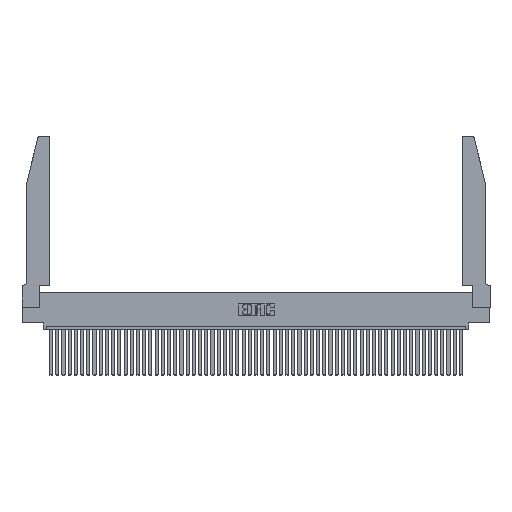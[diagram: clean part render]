
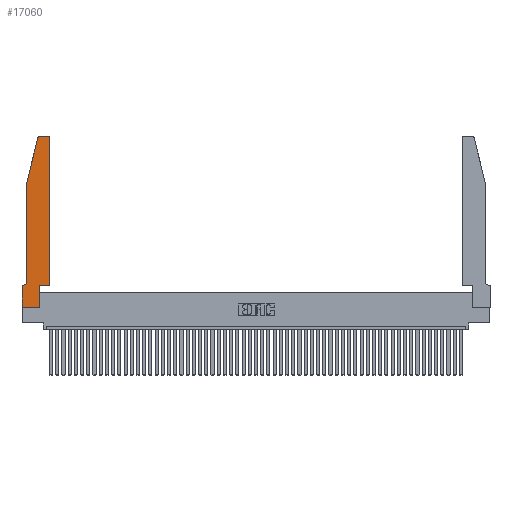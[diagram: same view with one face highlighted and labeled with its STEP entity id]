
A CAD part, top view. The second image highlights one B-rep face of the part: STEP entity #17060.
In plain terms, the highlighted planar face has unit normal (0, 0, 1).
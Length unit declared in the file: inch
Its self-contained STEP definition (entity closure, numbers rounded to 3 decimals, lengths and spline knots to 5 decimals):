
#1089 = LINE ( 'NONE', #47671, #41150 ) ;
#2544 = DIRECTION ( 'NONE',  ( 0., 0., 1. ) ) ;
#2546 = CARTESIAN_POINT ( 'NONE',  ( 0., 0., 0.37 ) ) ;
#3780 = EDGE_CURVE ( 'NONE', #18554, #14891, #44589, .T. ) ;
#3878 = CARTESIAN_POINT ( 'NONE',  ( 0.0755, 0.42, 0.37 ) ) ;
#4598 = ORIENTED_EDGE ( 'NONE', *, *, #37388, .T. ) ;
#4625 = EDGE_CURVE ( 'NONE', #29826, #44035, #28239, .T. ) ;
#5250 = LINE ( 'NONE', #40489, #30360 ) ;
#6189 = LINE ( 'NONE', #13127, #37403 ) ;
#6221 = CARTESIAN_POINT ( 'NONE',  ( 0.284, 2.72, 0.37 ) ) ;
#6343 = VERTEX_POINT ( 'NONE', #17733 ) ;
#6742 = CARTESIAN_POINT ( 'NONE',  ( 0.0055, 0.35, 0.37 ) ) ;
#7133 = EDGE_CURVE ( 'NONE', #44035, #15771, #1089, .T. ) ;
#7274 = EDGE_CURVE ( 'NONE', #15771, #12064, #21108, .T. ) ;
#7876 = EDGE_CURVE ( 'NONE', #12064, #6343, #40475, .T. ) ;
#7956 = DIRECTION ( 'NONE',  ( -1., 0., 0. ) ) ;
#9647 = ORIENTED_EDGE ( 'NONE', *, *, #7133, .T. ) ;
#9897 = ORIENTED_EDGE ( 'NONE', *, *, #47036, .T. ) ;
#10296 = DIRECTION ( 'NONE',  ( 0., 0., 1. ) ) ;
#11467 = CARTESIAN_POINT ( 'NONE',  ( 0.25487, 2.72718, 0.37 ) ) ;
#11712 = VERTEX_POINT ( 'NONE', #14306 ) ;
#12064 = VERTEX_POINT ( 'NONE', #15420 ) ;
#12075 = CARTESIAN_POINT ( 'NONE',  ( 0.2865, 0.35, 0.37 ) ) ;
#12418 = VECTOR ( 'NONE', #33577, 39.37008 ) ;
#12793 = CARTESIAN_POINT ( 'NONE',  ( 0.4505, 0.35, 0.37 ) ) ;
#12795 = DIRECTION ( 'NONE',  ( 0., 1., 0. ) ) ;
#13127 = CARTESIAN_POINT ( 'NONE',  ( 0.2865, 0.35, 0.37 ) ) ;
#13144 = LINE ( 'NONE', #46026, #21291 ) ;
#13432 = ORIENTED_EDGE ( 'NONE', *, *, #27205, .T. ) ;
#14306 = CARTESIAN_POINT ( 'NONE',  ( 0.4205, 2.75, 0.37 ) ) ;
#14635 = DIRECTION ( 'NONE',  ( 1., 0., 0. ) ) ;
#14891 = VERTEX_POINT ( 'NONE', #11467 ) ;
#15065 = FACE_OUTER_BOUND ( 'NONE', #29032, .T. ) ;
#15420 = CARTESIAN_POINT ( 'NONE',  ( 0., 0., 0.37 ) ) ;
#15771 = VERTEX_POINT ( 'NONE', #50515 ) ;
#15802 = CARTESIAN_POINT ( 'NONE',  ( 0.4505, 0.35, 0.37 ) ) ;
#16306 = AXIS2_PLACEMENT_3D ( 'NONE', #30627, #16459, #14635 ) ;
#16459 = DIRECTION ( 'NONE',  ( 0., 0., 1. ) ) ;
#17060 = ADVANCED_FACE ( 'NONE', ( #15065 ), #34967, .T. ) ;
#17487 = CIRCLE ( 'NONE', #16306, 0.03 ) ;
#17733 = CARTESIAN_POINT ( 'NONE',  ( 0.2865, 0., 0.37 ) ) ;
#18554 = VERTEX_POINT ( 'NONE', #51037 ) ;
#19068 = VERTEX_POINT ( 'NONE', #12075 ) ;
#19197 = VECTOR ( 'NONE', #46967, 39.37008 ) ;
#19607 = ORIENTED_EDGE ( 'NONE', *, *, #3780, .T. ) ;
#21108 = LINE ( 'NONE', #2546, #23053 ) ;
#21291 = VECTOR ( 'NONE', #42555, 39.37008 ) ;
#21748 = VECTOR ( 'NONE', #45073, 39.37008 ) ;
#22876 = ORIENTED_EDGE ( 'NONE', *, *, #7876, .T. ) ;
#23053 = VECTOR ( 'NONE', #25927, 39.37008 ) ;
#23546 = ORIENTED_EDGE ( 'NONE', *, *, #7274, .T. ) ;
#25073 = ORIENTED_EDGE ( 'NONE', *, *, #39521, .T. ) ;
#25240 = LINE ( 'NONE', #12793, #35381 ) ;
#25736 = ORIENTED_EDGE ( 'NONE', *, *, #35721, .T. ) ;
#25927 = DIRECTION ( 'NONE',  ( 0., -1., 0. ) ) ;
#25982 = DIRECTION ( 'NONE',  ( -1., 0., 0. ) ) ;
#26672 = CARTESIAN_POINT ( 'NONE',  ( 0.4505, 2.72, 0.37 ) ) ;
#26927 = VERTEX_POINT ( 'NONE', #26672 ) ;
#27205 = EDGE_CURVE ( 'NONE', #11712, #18554, #40031, .T. ) ;
#27433 = AXIS2_PLACEMENT_3D ( 'NONE', #6221, #2544, #34333 ) ;
#28239 = CIRCLE ( 'NONE', #48481, 0.07 ) ;
#29032 = EDGE_LOOP ( 'NONE', ( #13432, #19607, #49546, #4598, #40310, #9647, #23546, #22876, #9897, #48980, #25736, #25073 ) ) ;
#29189 = VERTEX_POINT ( 'NONE', #38845 ) ;
#29826 = VERTEX_POINT ( 'NONE', #3878 ) ;
#30360 = VECTOR ( 'NONE', #32787, 39.37008 ) ;
#30438 = DIRECTION ( 'NONE',  ( 1., 0., 0. ) ) ;
#30627 = CARTESIAN_POINT ( 'NONE',  ( 0.4205, 2.72, 0.37 ) ) ;
#32787 = DIRECTION ( 'NONE',  ( 0., -1., 0. ) ) ;
#32838 = AXIS2_PLACEMENT_3D ( 'NONE', #34589, #10296, #30438 ) ;
#33577 = DIRECTION ( 'NONE',  ( -1., 0., 0. ) ) ;
#34333 = DIRECTION ( 'NONE',  ( 1., 0., 0. ) ) ;
#34589 = CARTESIAN_POINT ( 'NONE',  ( 0., 0.35, 0.37 ) ) ;
#34967 = PLANE ( 'NONE',  #32838 ) ;
#34972 = LINE ( 'NONE', #15802, #21748 ) ;
#35235 = CARTESIAN_POINT ( 'NONE',  ( 0., 0., 0.37 ) ) ;
#35381 = VECTOR ( 'NONE', #44807, 39.37008 ) ;
#35721 = EDGE_CURVE ( 'NONE', #43385, #26927, #34972, .T. ) ;
#37388 = EDGE_CURVE ( 'NONE', #29189, #29826, #5250, .T. ) ;
#37403 = VECTOR ( 'NONE', #12795, 39.37008 ) ;
#37469 = EDGE_CURVE ( 'NONE', #19068, #43385, #25240, .T. ) ;
#38845 = CARTESIAN_POINT ( 'NONE',  ( 0.0755, 2., 0.37 ) ) ;
#39521 = EDGE_CURVE ( 'NONE', #26927, #11712, #17487, .T. ) ;
#39758 = EDGE_CURVE ( 'NONE', #14891, #29189, #13144, .T. ) ;
#40031 = LINE ( 'NONE', #49995, #12418 ) ;
#40310 = ORIENTED_EDGE ( 'NONE', *, *, #4625, .T. ) ;
#40475 = LINE ( 'NONE', #35235, #19197 ) ;
#40489 = CARTESIAN_POINT ( 'NONE',  ( 0.0755, 2., 0.37 ) ) ;
#41150 = VECTOR ( 'NONE', #7956, 39.37008 ) ;
#42555 = DIRECTION ( 'NONE',  ( -0.239, -0.971, 0. ) ) ;
#43385 = VERTEX_POINT ( 'NONE', #45375 ) ;
#44035 = VERTEX_POINT ( 'NONE', #6742 ) ;
#44589 = CIRCLE ( 'NONE', #27433, 0.03 ) ;
#44807 = DIRECTION ( 'NONE',  ( 1., 0., 0. ) ) ;
#45073 = DIRECTION ( 'NONE',  ( 0., 1., 0. ) ) ;
#45375 = CARTESIAN_POINT ( 'NONE',  ( 0.4505, 0.35, 0.37 ) ) ;
#45735 = CARTESIAN_POINT ( 'NONE',  ( 0.0055, 0.42, 0.37 ) ) ;
#46026 = CARTESIAN_POINT ( 'NONE',  ( 0.0755, 2., 0.37 ) ) ;
#46967 = DIRECTION ( 'NONE',  ( 1., 0., 0. ) ) ;
#47036 = EDGE_CURVE ( 'NONE', #6343, #19068, #6189, .T. ) ;
#47671 = CARTESIAN_POINT ( 'NONE',  ( 0.0755, 0.35, 0.37 ) ) ;
#48481 = AXIS2_PLACEMENT_3D ( 'NONE', #45735, #50113, #25982 ) ;
#48980 = ORIENTED_EDGE ( 'NONE', *, *, #37469, .T. ) ;
#49546 = ORIENTED_EDGE ( 'NONE', *, *, #39758, .T. ) ;
#49995 = CARTESIAN_POINT ( 'NONE',  ( 0.2605, 2.75, 0.37 ) ) ;
#50113 = DIRECTION ( 'NONE',  ( 0., 0., -1. ) ) ;
#50515 = CARTESIAN_POINT ( 'NONE',  ( 0., 0.35, 0.37 ) ) ;
#51037 = CARTESIAN_POINT ( 'NONE',  ( 0.284, 2.75, 0.37 ) ) ;
